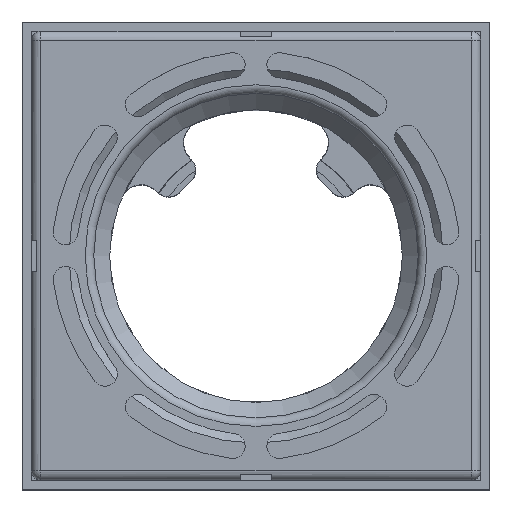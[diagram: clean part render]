
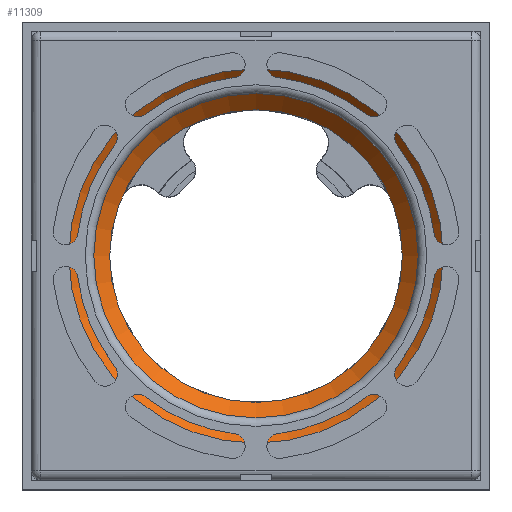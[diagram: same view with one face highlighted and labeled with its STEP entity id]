
A CAD part, top view. The second image highlights one B-rep face of the part: STEP entity #11309.
In plain terms, the highlighted conical face has half-angle 45 degrees and reference radius 534.5 mm.
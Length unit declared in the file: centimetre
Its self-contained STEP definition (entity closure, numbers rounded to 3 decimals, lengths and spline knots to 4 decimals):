
#500=CONICAL_SURFACE('',#14312,53.45,0.785);
#1142=FACE_OUTER_BOUND('',#1914,.T.);
#1914=EDGE_LOOP('',(#7273,#7274,#7275,#7276));
#2757=CIRCLE('',#14313,46.9);
#2758=CIRCLE('',#14314,60.);
#3438=VERTEX_POINT('',#19784);
#3439=VERTEX_POINT('',#19786);
#4898=EDGE_CURVE('',#3438,#3438,#2757,.T.);
#4899=EDGE_CURVE('',#3438,#3439,#12105,.T.);
#4900=EDGE_CURVE('',#3439,#3439,#2758,.T.);
#7273=ORIENTED_EDGE('',*,*,#4898,.T.);
#7274=ORIENTED_EDGE('',*,*,#4899,.T.);
#7275=ORIENTED_EDGE('',*,*,#4900,.F.);
#7276=ORIENTED_EDGE('',*,*,#4899,.F.);
#11309=ADVANCED_FACE('',(#1142),#500,.F.);
#12105=LINE('',#19787,#13159);
#13159=VECTOR('',#16070,53.45);
#14312=AXIS2_PLACEMENT_3D('',#19783,#16066,#16067);
#14313=AXIS2_PLACEMENT_3D('',#19785,#16068,#16069);
#14314=AXIS2_PLACEMENT_3D('',#19788,#16071,#16072);
#16066=DIRECTION('center_axis',(0.,0.,1.));
#16067=DIRECTION('ref_axis',(-1.,0.,0.));
#16068=DIRECTION('center_axis',(0.,0.,-1.));
#16069=DIRECTION('ref_axis',(1.,0.,0.));
#16070=DIRECTION('',(0.707,0.,0.707));
#16071=DIRECTION('center_axis',(0.,0.,-1.));
#16072=DIRECTION('ref_axis',(1.,0.,0.));
#19783=CARTESIAN_POINT('Origin',(0.,0.,
267.45));
#19784=CARTESIAN_POINT('',(46.9,0.,260.9));
#19785=CARTESIAN_POINT('Origin',(0.,0.,
260.9));
#19786=CARTESIAN_POINT('',(60.,0.,274.));
#19787=CARTESIAN_POINT('',(53.45,0.,267.45));
#19788=CARTESIAN_POINT('Origin',(0.,0.,
274.));
